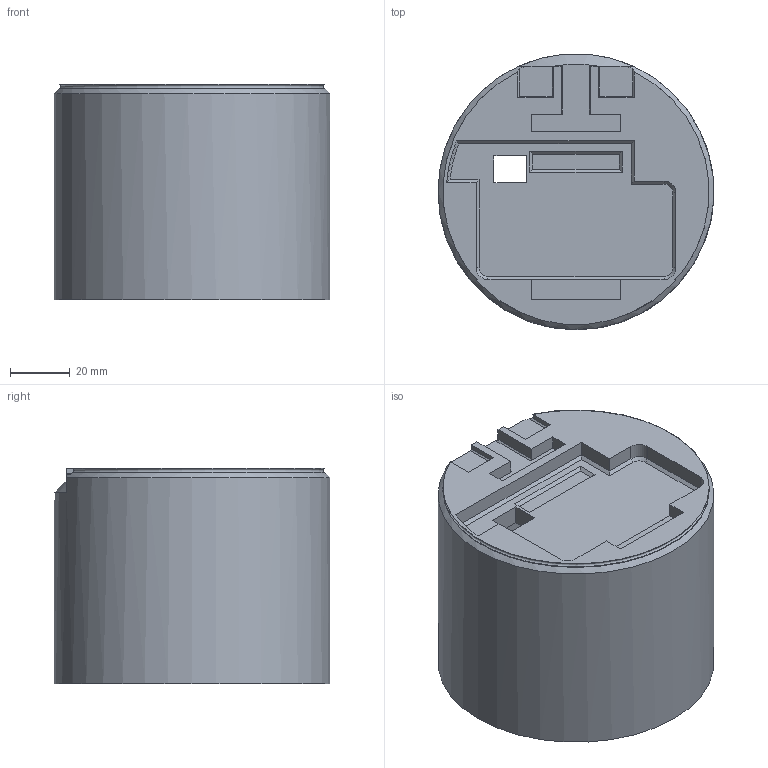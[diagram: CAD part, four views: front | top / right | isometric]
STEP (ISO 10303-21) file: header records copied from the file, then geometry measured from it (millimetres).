
FILE_DESCRIPTION(/* description */ ('','CAx-IF Rec.Pracs.---Representation and Presentation of Product Manufacturing Information (PMI)---4.0---2014-10-13'),/* implementation_level */ '2;1');
FILE_NAME(/* name */ 'Speaker chanber threaded.step',/* time_stamp */ '2025-03-27T19:35:41Z',/* author */ (''),/* organization */ (''),/* preprocessor_version */ 'ST-DEVELOPER v20',/* originating_system */ 'Autodesk Translation Framework v13.20.0.188',/* authorisation */ '');
FILE_SCHEMA (('AP242_MANAGED_MODEL_BASED_3D_ENGINEERING_MIM_LF { 1 0 10303 442 1 1 4 }'));
Length unit declared in the file: millimetre
Products named in the file (1): chamber  - thread
Bounding box: 92.5 x 92.5 x 72.15 mm (x, y, z)
Volume: 109249.5 mm3; surface area: 57156.7 mm2
Topology: 1 solids, 1 shells, 97 faces, 252 edges, 161 vertices
Faces by surface type: plane 73, cylinder 14, cone 7, bspline 2, torus 1
Full cylindrical faces by diameter (mm): 78.905 x1, 85.621 x1, 89.3 x1, 92.5 x1
Entity records: 3976 total; most frequent: CARTESIAN_POINT 1616, ORIENTED_EDGE 504, DIRECTION 451, EDGE_CURVE 252, LINE 193, VECTOR 193, VERTEX_POINT 161, AXIS2_PLACEMENT_3D 129
